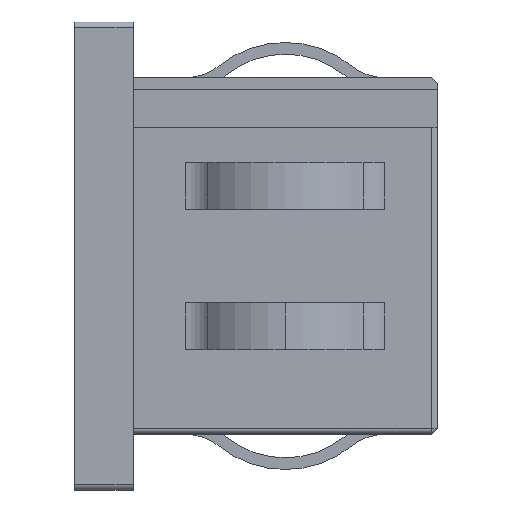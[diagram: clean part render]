
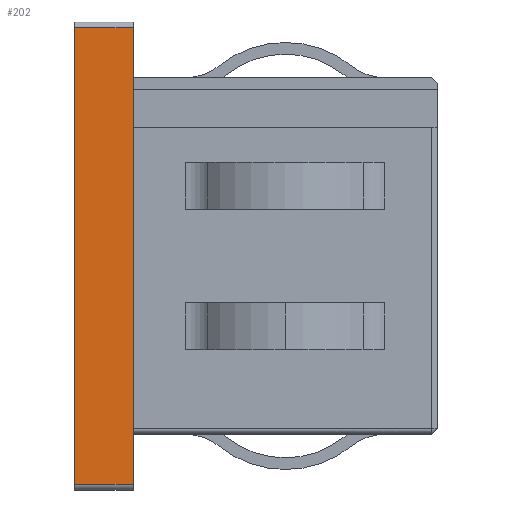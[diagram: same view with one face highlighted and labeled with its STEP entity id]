
A CAD part, left-side view. The second image highlights one B-rep face of the part: STEP entity #202.
In plain terms, the highlighted planar face has unit normal (-1, 0, 0).
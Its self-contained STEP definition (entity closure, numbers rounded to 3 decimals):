
#202 = ADVANCED_FACE ( 'NONE', ( #6966 ), #7591, .F. ) ;
#605 = ORIENTED_EDGE ( 'NONE', *, *, #17191, .F. ) ;
#1519 = LINE ( 'NONE', #3379, #6105 ) ;
#2199 = LINE ( 'NONE', #6742, #10329 ) ;
#2223 = CARTESIAN_POINT ( 'NONE',  ( -20., 5., -20. ) ) ;
#2795 = LINE ( 'NONE', #8588, #4885 ) ;
#3059 = EDGE_CURVE ( 'NONE', #4786, #16173, #2199, .T. ) ;
#3135 = EDGE_CURVE ( 'NONE', #16173, #15776, #2795, .T. ) ;
#3379 = CARTESIAN_POINT ( 'NONE',  ( -20., 5., -19.5 ) ) ;
#3488 = DIRECTION ( 'NONE',  ( 0., 0., 1. ) ) ;
#4126 = DIRECTION ( 'NONE',  ( 0., 0., 1. ) ) ;
#4225 = EDGE_LOOP ( 'NONE', ( #5765, #9804, #605, #14672 ) ) ;
#4292 = CARTESIAN_POINT ( 'NONE',  ( -20., 0., -19.5 ) ) ;
#4786 = VERTEX_POINT ( 'NONE', #4292 ) ;
#4885 = VECTOR ( 'NONE', #16562, 1000. ) ;
#5765 = ORIENTED_EDGE ( 'NONE', *, *, #3059, .T. ) ;
#6105 = VECTOR ( 'NONE', #8835, 1000. ) ;
#6120 = DIRECTION ( 'NONE',  ( 0., 0., -1. ) ) ;
#6742 = CARTESIAN_POINT ( 'NONE',  ( -20., 0., -20. ) ) ;
#6966 = FACE_OUTER_BOUND ( 'NONE', #4225, .T. ) ;
#7424 = CARTESIAN_POINT ( 'NONE',  ( -20., 5., -20. ) ) ;
#7591 = PLANE ( 'NONE',  #8138 ) ;
#7671 = CARTESIAN_POINT ( 'NONE',  ( -20., 0., 19.5 ) ) ;
#8138 = AXIS2_PLACEMENT_3D ( 'NONE', #7424, #8763, #6120 ) ;
#8505 = LINE ( 'NONE', #2223, #14569 ) ;
#8588 = CARTESIAN_POINT ( 'NONE',  ( -20., 5., 19.5 ) ) ;
#8763 = DIRECTION ( 'NONE',  ( 1., 0., 0. ) ) ;
#8774 = EDGE_CURVE ( 'NONE', #9315, #4786, #1519, .T. ) ;
#8835 = DIRECTION ( 'NONE',  ( 0., -1., 0. ) ) ;
#9315 = VERTEX_POINT ( 'NONE', #15645 ) ;
#9804 = ORIENTED_EDGE ( 'NONE', *, *, #3135, .T. ) ;
#10329 = VECTOR ( 'NONE', #4126, 1000. ) ;
#14508 = CARTESIAN_POINT ( 'NONE',  ( -20., 5., 19.5 ) ) ;
#14569 = VECTOR ( 'NONE', #3488, 1000. ) ;
#14672 = ORIENTED_EDGE ( 'NONE', *, *, #8774, .T. ) ;
#15645 = CARTESIAN_POINT ( 'NONE',  ( -20., 5., -19.5 ) ) ;
#15776 = VERTEX_POINT ( 'NONE', #14508 ) ;
#16173 = VERTEX_POINT ( 'NONE', #7671 ) ;
#16562 = DIRECTION ( 'NONE',  ( 0., 1., 0. ) ) ;
#17191 = EDGE_CURVE ( 'NONE', #9315, #15776, #8505, .T. ) ;
